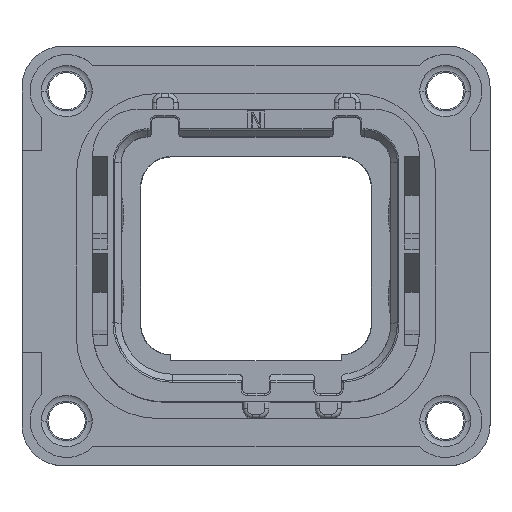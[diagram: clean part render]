
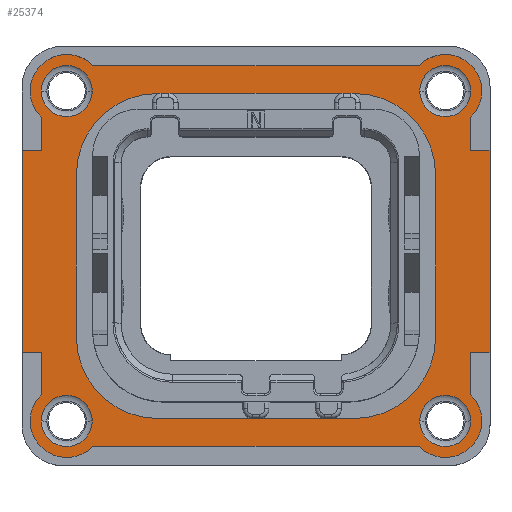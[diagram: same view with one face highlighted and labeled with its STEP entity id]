
A CAD part, top view. The second image highlights one B-rep face of the part: STEP entity #25374.
In plain terms, the highlighted planar face has unit normal (0, 0, 1).
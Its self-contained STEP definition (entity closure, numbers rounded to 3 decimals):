
#373=DIRECTION('',(0.,-1.,0.));
#374=VECTOR('',#373,12.45);
#375=CARTESIAN_POINT('',(-14.4,6.5,1.5));
#376=LINE('',#375,#374);
#436=CARTESIAN_POINT('',(-11.65,10.15,1.5));
#437=DIRECTION('',(0.,0.,1.));
#438=DIRECTION('',(0.716,0.698,0.));
#439=AXIS2_PLACEMENT_3D('',#436,#437,#438);
#449=CARTESIAN_POINT('',(11.65,10.15,1.5));
#450=DIRECTION('',(0.,0.,1.));
#451=DIRECTION('',(0.698,-0.716,0.));
#452=AXIS2_PLACEMENT_3D('',#449,#450,#451);
#459=DIRECTION('',(0.,1.,0.));
#460=VECTOR('',#459,2.588);
#461=CARTESIAN_POINT('',(13.22,-8.538,1.5));
#462=LINE('',#461,#460);
#463=DIRECTION('',(1.,0.,0.));
#464=VECTOR('',#463,20.077);
#465=CARTESIAN_POINT('',(-10.038,-11.72,1.5));
#466=LINE('',#465,#464);
#467=DIRECTION('',(0.,-1.,0.));
#468=VECTOR('',#467,2.588);
#469=CARTESIAN_POINT('',(-13.22,-5.95,1.5));
#470=LINE('',#469,#468);
#471=DIRECTION('',(1.,0.,0.));
#472=VECTOR('',#471,1.18);
#473=CARTESIAN_POINT('',(-14.4,-5.95,1.5));
#474=LINE('',#473,#472);
#475=DIRECTION('',(-1.,0.,0.));
#476=VECTOR('',#475,1.18);
#477=CARTESIAN_POINT('',(-13.22,6.5,1.5));
#478=LINE('',#477,#476);
#479=DIRECTION('',(0.,-1.,0.));
#480=VECTOR('',#479,2.038);
#481=CARTESIAN_POINT('',(-13.22,8.538,1.5));
#482=LINE('',#481,#480);
#483=DIRECTION('',(-1.,0.,0.));
#484=VECTOR('',#483,20.077);
#485=CARTESIAN_POINT('',(10.038,11.72,1.5));
#486=LINE('',#485,#484);
#487=DIRECTION('',(0.,1.,0.));
#488=VECTOR('',#487,2.038);
#489=CARTESIAN_POINT('',(13.22,6.5,1.5));
#490=LINE('',#489,#488);
#491=DIRECTION('',(-1.,0.,0.));
#492=VECTOR('',#491,1.18);
#493=CARTESIAN_POINT('',(14.4,6.5,1.5));
#494=LINE('',#493,#492);
#495=DIRECTION('',(1.,0.,0.));
#496=VECTOR('',#495,1.18);
#497=CARTESIAN_POINT('',(13.22,-5.95,1.5));
#498=LINE('',#497,#496);
#499=CARTESIAN_POINT('',(11.65,-10.15,1.5));
#500=DIRECTION('',(0.,0.,1.));
#501=DIRECTION('',(-1.,0.,0.));
#502=AXIS2_PLACEMENT_3D('',#499,#500,#501);
#504=CARTESIAN_POINT('',(-11.65,-10.15,1.5));
#505=DIRECTION('',(0.,0.,1.));
#506=DIRECTION('',(-1.,0.,0.));
#507=AXIS2_PLACEMENT_3D('',#504,#505,#506);
#509=CARTESIAN_POINT('',(-11.65,10.15,1.5));
#510=DIRECTION('',(0.,0.,1.));
#511=DIRECTION('',(1.,0.,0.));
#512=AXIS2_PLACEMENT_3D('',#509,#510,#511);
#514=CARTESIAN_POINT('',(11.65,10.15,1.5));
#515=DIRECTION('',(0.,0.,1.));
#516=DIRECTION('',(1.,0.,0.));
#517=AXIS2_PLACEMENT_3D('',#514,#515,#516);
#519=CARTESIAN_POINT('',(6.05,5.,1.5));
#520=DIRECTION('',(0.,0.,-1.));
#521=DIRECTION('',(0.,1.,0.));
#522=AXIS2_PLACEMENT_3D('',#519,#520,#521);
#524=DIRECTION('',(1.,0.,0.));
#525=VECTOR('',#524,12.1);
#526=CARTESIAN_POINT('',(-6.05,10.,1.5));
#527=LINE('',#526,#525);
#528=CARTESIAN_POINT('',(-6.05,5.,1.5));
#529=DIRECTION('',(0.,0.,-1.));
#530=DIRECTION('',(-1.,0.,0.));
#531=AXIS2_PLACEMENT_3D('',#528,#529,#530);
#533=DIRECTION('',(0.,1.,0.));
#534=VECTOR('',#533,10.);
#535=CARTESIAN_POINT('',(-11.05,-5.,1.5));
#536=LINE('',#535,#534);
#537=CARTESIAN_POINT('',(-6.05,-5.,1.5));
#538=DIRECTION('',(0.,0.,-1.));
#539=DIRECTION('',(0.,-1.,0.));
#540=AXIS2_PLACEMENT_3D('',#537,#538,#539);
#542=DIRECTION('',(-1.,0.,0.));
#543=VECTOR('',#542,12.1);
#544=CARTESIAN_POINT('',(6.05,-10.,1.5));
#545=LINE('',#544,#543);
#546=CARTESIAN_POINT('',(6.05,-5.,1.5));
#547=DIRECTION('',(0.,0.,-1.));
#548=DIRECTION('',(1.,0.,0.));
#549=AXIS2_PLACEMENT_3D('',#546,#547,#548);
#551=DIRECTION('',(0.,-1.,0.));
#552=VECTOR('',#551,10.);
#553=CARTESIAN_POINT('',(11.05,5.,1.5));
#554=LINE('',#553,#552);
#559=CARTESIAN_POINT('',(11.65,-10.15,1.5));
#560=DIRECTION('',(0.,0.,1.));
#561=DIRECTION('',(-0.716,-0.698,0.));
#562=AXIS2_PLACEMENT_3D('',#559,#560,#561);
#616=CARTESIAN_POINT('',(-11.65,-10.15,1.5));
#617=DIRECTION('',(0.,0.,1.));
#618=DIRECTION('',(-0.698,0.716,0.));
#619=AXIS2_PLACEMENT_3D('',#616,#617,#618);
#645=DIRECTION('',(0.,1.,0.));
#646=VECTOR('',#645,12.45);
#647=CARTESIAN_POINT('',(14.4,-5.95,1.5));
#648=LINE('',#647,#646);
#701=CARTESIAN_POINT('',(11.65,-10.15,1.5));
#702=DIRECTION('',(0.,0.,1.));
#703=DIRECTION('',(1.,0.,0.));
#704=AXIS2_PLACEMENT_3D('',#701,#702,#703);
#706=CARTESIAN_POINT('',(-11.65,-10.15,1.5));
#707=DIRECTION('',(0.,0.,1.));
#708=DIRECTION('',(1.,0.,0.));
#709=AXIS2_PLACEMENT_3D('',#706,#707,#708);
#727=CARTESIAN_POINT('',(-11.65,10.15,1.5));
#728=DIRECTION('',(0.,0.,1.));
#729=DIRECTION('',(-1.,0.,0.));
#730=AXIS2_PLACEMENT_3D('',#727,#728,#729);
#732=CARTESIAN_POINT('',(11.65,10.15,1.5));
#733=DIRECTION('',(0.,0.,1.));
#734=DIRECTION('',(-1.,0.,0.));
#735=AXIS2_PLACEMENT_3D('',#732,#733,#734);
#21873=CARTESIAN_POINT('',(-6.05,10.,1.5));
#21874=CARTESIAN_POINT('',(6.05,10.,1.5));
#21875=VERTEX_POINT('',#21873);
#21876=VERTEX_POINT('',#21874);
#21877=CARTESIAN_POINT('',(11.05,-5.,1.5));
#21878=CARTESIAN_POINT('',(6.05,-10.,1.5));
#21879=VERTEX_POINT('',#21877);
#21880=VERTEX_POINT('',#21878);
#21881=CARTESIAN_POINT('',(11.05,5.,1.5));
#21882=VERTEX_POINT('',#21881);
#21883=CARTESIAN_POINT('',(-11.05,5.,1.5));
#21884=VERTEX_POINT('',#21883);
#21885=CARTESIAN_POINT('',(-11.05,-5.,1.5));
#21886=VERTEX_POINT('',#21885);
#21887=CARTESIAN_POINT('',(-6.05,-10.,1.5));
#21888=VERTEX_POINT('',#21887);
#21935=CARTESIAN_POINT('',(14.4,-5.95,1.5));
#21936=CARTESIAN_POINT('',(14.4,6.5,1.5));
#21937=VERTEX_POINT('',#21935);
#21938=VERTEX_POINT('',#21936);
#21939=CARTESIAN_POINT('',(-14.4,6.5,1.5));
#21940=CARTESIAN_POINT('',(-14.4,-5.95,1.5));
#21941=VERTEX_POINT('',#21939);
#21942=VERTEX_POINT('',#21940);
#21943=CARTESIAN_POINT('',(10.08,10.15,1.5));
#21944=VERTEX_POINT('',#21943);
#21945=CARTESIAN_POINT('',(-10.08,10.15,1.5));
#21946=VERTEX_POINT('',#21945);
#21947=CARTESIAN_POINT('',(-10.08,-10.15,1.5));
#21948=VERTEX_POINT('',#21947);
#21949=CARTESIAN_POINT('',(10.08,-10.15,1.5));
#21950=VERTEX_POINT('',#21949);
#21951=CARTESIAN_POINT('',(-13.22,6.5,1.5));
#21952=VERTEX_POINT('',#21951);
#21953=CARTESIAN_POINT('',(13.22,6.5,1.5));
#21954=VERTEX_POINT('',#21953);
#21955=CARTESIAN_POINT('',(-13.22,-5.95,1.5));
#21956=VERTEX_POINT('',#21955);
#22367=CARTESIAN_POINT('',(13.22,-5.95,1.5));
#22368=VERTEX_POINT('',#22367);
#22922=CARTESIAN_POINT('',(13.22,8.538,1.5));
#22924=VERTEX_POINT('',#22922);
#22926=CARTESIAN_POINT('',(-10.038,-11.72,1.5));
#22928=VERTEX_POINT('',#22926);
#22930=CARTESIAN_POINT('',(10.038,-11.72,1.5));
#22932=VERTEX_POINT('',#22930);
#22934=CARTESIAN_POINT('',(-13.22,-8.538,1.5));
#22936=VERTEX_POINT('',#22934);
#22938=CARTESIAN_POINT('',(-10.038,11.72,1.5));
#22940=VERTEX_POINT('',#22938);
#22942=CARTESIAN_POINT('',(10.038,11.72,1.5));
#22944=VERTEX_POINT('',#22942);
#22946=CARTESIAN_POINT('',(-13.22,8.538,1.5));
#22948=VERTEX_POINT('',#22946);
#22950=CARTESIAN_POINT('',(13.22,-8.538,1.5));
#22952=VERTEX_POINT('',#22950);
#22954=CARTESIAN_POINT('',(13.22,10.15,1.5));
#22955=VERTEX_POINT('',#22954);
#22956=CARTESIAN_POINT('',(-13.22,10.15,1.5));
#22957=VERTEX_POINT('',#22956);
#22958=CARTESIAN_POINT('',(-13.22,-10.15,1.5));
#22959=VERTEX_POINT('',#22958);
#22960=CARTESIAN_POINT('',(13.22,-10.15,1.5));
#22961=VERTEX_POINT('',#22960);
#25297=CARTESIAN_POINT('',(0.,0.,1.5));
#25298=DIRECTION('',(0.,0.,1.));
#25299=DIRECTION('',(1.,0.,0.));
#25300=AXIS2_PLACEMENT_3D('',#25297,#25298,#25299);
#25301=PLANE('',#25300);
#25303=ORIENTED_EDGE('',*,*,#25302,.F.);
#25305=ORIENTED_EDGE('',*,*,#25304,.F.);
#25307=ORIENTED_EDGE('',*,*,#25306,.F.);
#25309=ORIENTED_EDGE('',*,*,#25308,.F.);
#25311=ORIENTED_EDGE('',*,*,#25310,.F.);
#25313=ORIENTED_EDGE('',*,*,#25312,.F.);
#25314=ORIENTED_EDGE('',*,*,#25210,.F.);
#25316=ORIENTED_EDGE('',*,*,#25315,.F.);
#25318=ORIENTED_EDGE('',*,*,#25317,.F.);
#25319=ORIENTED_EDGE('',*,*,#25262,.F.);
#25320=ORIENTED_EDGE('',*,*,#25278,.F.);
#25321=ORIENTED_EDGE('',*,*,#25288,.F.);
#25323=ORIENTED_EDGE('',*,*,#25322,.F.);
#25325=ORIENTED_EDGE('',*,*,#25324,.F.);
#25327=ORIENTED_EDGE('',*,*,#25326,.F.);
#25329=ORIENTED_EDGE('',*,*,#25328,.F.);
#25330=EDGE_LOOP('',(#25303,#25305,#25307,#25309,#25311,#25313,#25314,#25316,
#25318,#25319,#25320,#25321,#25323,#25325,#25327,#25329));
#25331=FACE_OUTER_BOUND('',#25330,.F.);
#25333=ORIENTED_EDGE('',*,*,#25332,.T.);
#25335=ORIENTED_EDGE('',*,*,#25334,.T.);
#25336=EDGE_LOOP('',(#25333,#25335));
#25337=FACE_BOUND('',#25336,.F.);
#25339=ORIENTED_EDGE('',*,*,#25338,.T.);
#25341=ORIENTED_EDGE('',*,*,#25340,.T.);
#25342=EDGE_LOOP('',(#25339,#25341));
#25343=FACE_BOUND('',#25342,.F.);
#25345=ORIENTED_EDGE('',*,*,#25344,.T.);
#25347=ORIENTED_EDGE('',*,*,#25346,.T.);
#25348=EDGE_LOOP('',(#25345,#25347));
#25349=FACE_BOUND('',#25348,.F.);
#25351=ORIENTED_EDGE('',*,*,#25350,.T.);
#25353=ORIENTED_EDGE('',*,*,#25352,.T.);
#25354=EDGE_LOOP('',(#25351,#25353));
#25355=FACE_BOUND('',#25354,.F.);
#25357=ORIENTED_EDGE('',*,*,#25356,.F.);
#25359=ORIENTED_EDGE('',*,*,#25358,.F.);
#25361=ORIENTED_EDGE('',*,*,#25360,.F.);
#25363=ORIENTED_EDGE('',*,*,#25362,.F.);
#25365=ORIENTED_EDGE('',*,*,#25364,.F.);
#25367=ORIENTED_EDGE('',*,*,#25366,.F.);
#25369=ORIENTED_EDGE('',*,*,#25368,.F.);
#25371=ORIENTED_EDGE('',*,*,#25370,.F.);
#25372=EDGE_LOOP('',(#25357,#25359,#25361,#25363,#25365,#25367,#25369,#25371));
#25373=FACE_BOUND('',#25372,.F.);
#25374=ADVANCED_FACE('',(#25331,#25337,#25343,#25349,#25355,#25373),#25301,.T.);
#440=CIRCLE('',#439,2.25);
#453=CIRCLE('',#452,2.25);
#503=CIRCLE('',#502,1.57);
#508=CIRCLE('',#507,1.57);
#513=CIRCLE('',#512,1.57);
#518=CIRCLE('',#517,1.57);
#523=CIRCLE('',#522,5.);
#532=CIRCLE('',#531,5.);
#541=CIRCLE('',#540,5.);
#550=CIRCLE('',#549,5.);
#563=CIRCLE('',#562,2.25);
#620=CIRCLE('',#619,2.25);
#705=CIRCLE('',#704,1.57);
#710=CIRCLE('',#709,1.57);
#731=CIRCLE('',#730,1.57);
#736=CIRCLE('',#735,1.57);
#25210=EDGE_CURVE('',#21941,#21942,#376,.T.);
#25262=EDGE_CURVE('',#22940,#22948,#440,.T.);
#25278=EDGE_CURVE('',#22944,#22940,#486,.T.);
#25288=EDGE_CURVE('',#22924,#22944,#453,.T.);
#25302=EDGE_CURVE('',#22952,#22368,#462,.T.);
#25304=EDGE_CURVE('',#22932,#22952,#563,.T.);
#25306=EDGE_CURVE('',#22928,#22932,#466,.T.);
#25308=EDGE_CURVE('',#22936,#22928,#620,.T.);
#25310=EDGE_CURVE('',#21956,#22936,#470,.T.);
#25312=EDGE_CURVE('',#21942,#21956,#474,.T.);
#25315=EDGE_CURVE('',#21952,#21941,#478,.T.);
#25317=EDGE_CURVE('',#22948,#21952,#482,.T.);
#25322=EDGE_CURVE('',#21954,#22924,#490,.T.);
#25324=EDGE_CURVE('',#21938,#21954,#494,.T.);
#25326=EDGE_CURVE('',#21937,#21938,#648,.T.);
#25328=EDGE_CURVE('',#22368,#21937,#498,.T.);
#25332=EDGE_CURVE('',#21950,#22961,#503,.T.);
#25334=EDGE_CURVE('',#22961,#21950,#705,.T.);
#25338=EDGE_CURVE('',#21948,#22959,#710,.T.);
#25340=EDGE_CURVE('',#22959,#21948,#508,.T.);
#25344=EDGE_CURVE('',#21946,#22957,#513,.T.);
#25346=EDGE_CURVE('',#22957,#21946,#731,.T.);
#25350=EDGE_CURVE('',#21944,#22955,#736,.T.);
#25352=EDGE_CURVE('',#22955,#21944,#518,.T.);
#25356=EDGE_CURVE('',#21876,#21882,#523,.T.);
#25358=EDGE_CURVE('',#21875,#21876,#527,.T.);
#25360=EDGE_CURVE('',#21884,#21875,#532,.T.);
#25362=EDGE_CURVE('',#21886,#21884,#536,.T.);
#25364=EDGE_CURVE('',#21888,#21886,#541,.T.);
#25366=EDGE_CURVE('',#21880,#21888,#545,.T.);
#25368=EDGE_CURVE('',#21879,#21880,#550,.T.);
#25370=EDGE_CURVE('',#21882,#21879,#554,.T.);
